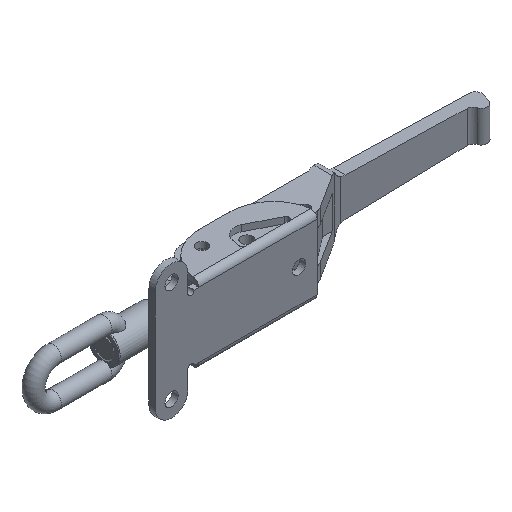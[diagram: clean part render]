
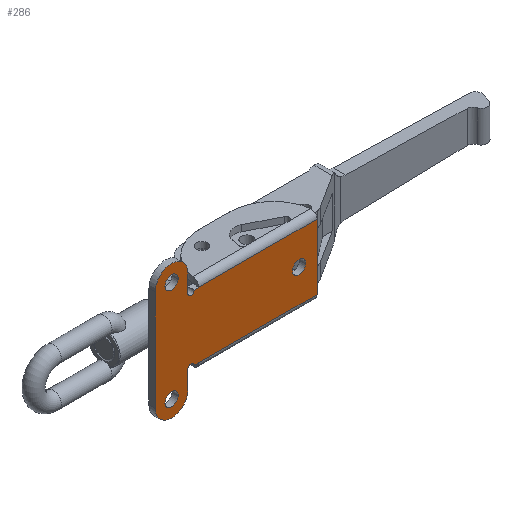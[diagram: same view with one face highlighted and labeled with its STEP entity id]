
A CAD part, isometric view. The second image highlights one B-rep face of the part: STEP entity #286.
In plain terms, the highlighted planar face has unit normal (0, -1, 0).
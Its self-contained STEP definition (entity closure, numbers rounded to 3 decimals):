
#286 = ADVANCED_FACE( '', ( #655, #656, #657, #658 ), #659, .F. );
#655 = FACE_BOUND( '', #1158, .T. );
#656 = FACE_OUTER_BOUND( '', #1159, .T. );
#657 = FACE_BOUND( '', #1160, .T. );
#658 = FACE_BOUND( '', #1161, .T. );
#659 = PLANE( '', #1162 );
#1158 = EDGE_LOOP( '', ( #1786 ) );
#1159 = EDGE_LOOP( '', ( #1787, #1788, #1789, #1790, #1791, #1792, #1793, #1794, #1795, #1796, #1797, #1798 ) );
#1160 = EDGE_LOOP( '', ( #1799 ) );
#1161 = EDGE_LOOP( '', ( #1800 ) );
#1162 = AXIS2_PLACEMENT_3D( '', #1801, #1802, #1803 );
#1786 = ORIENTED_EDGE( '', *, *, #2980, .T. );
#1787 = ORIENTED_EDGE( '', *, *, #3025, .F. );
#1788 = ORIENTED_EDGE( '', *, *, #3026, .F. );
#1789 = ORIENTED_EDGE( '', *, *, #3027, .F. );
#1790 = ORIENTED_EDGE( '', *, *, #3028, .T. );
#1791 = ORIENTED_EDGE( '', *, *, #3029, .F. );
#1792 = ORIENTED_EDGE( '', *, *, #3030, .T. );
#1793 = ORIENTED_EDGE( '', *, *, #3031, .F. );
#1794 = ORIENTED_EDGE( '', *, *, #3032, .F. );
#1795 = ORIENTED_EDGE( '', *, *, #3033, .F. );
#1796 = ORIENTED_EDGE( '', *, *, #2985, .F. );
#1797 = ORIENTED_EDGE( '', *, *, #3034, .F. );
#1798 = ORIENTED_EDGE( '', *, *, #3035, .T. );
#1799 = ORIENTED_EDGE( '', *, *, #3036, .T. );
#1800 = ORIENTED_EDGE( '', *, *, #3037, .T. );
#1801 = CARTESIAN_POINT( '', ( -20., -18., 25. ) );
#1802 = DIRECTION( '', ( 0., 1., 0. ) );
#1803 = DIRECTION( '', ( 0., 0., 1. ) );
#2980 = EDGE_CURVE( '', #3568, #3568, #3569, .T. );
#2985 = EDGE_CURVE( '', #3576, #3577, #3578, .T. );
#3025 = EDGE_CURVE( '', #3645, #3646, #3647, .T. );
#3026 = EDGE_CURVE( '', #3648, #3645, #3649, .T. );
#3027 = EDGE_CURVE( '', #3650, #3648, #3651, .T. );
#3028 = EDGE_CURVE( '', #3650, #3652, #3653, .T. );
#3029 = EDGE_CURVE( '', #3654, #3652, #3655, .T. );
#3030 = EDGE_CURVE( '', #3654, #3656, #3657, .T. );
#3031 = EDGE_CURVE( '', #3658, #3656, #3659, .T. );
#3032 = EDGE_CURVE( '', #3660, #3658, #3661, .T. );
#3033 = EDGE_CURVE( '', #3577, #3660, #3662, .T. );
#3034 = EDGE_CURVE( '', #3663, #3576, #3664, .T. );
#3035 = EDGE_CURVE( '', #3663, #3646, #3665, .T. );
#3036 = EDGE_CURVE( '', #3666, #3666, #3667, .T. );
#3037 = EDGE_CURVE( '', #3668, #3668, #3669, .T. );
#3568 = VERTEX_POINT( '', #4393 );
#3569 = CIRCLE( '', #4394, 4.25 );
#3576 = VERTEX_POINT( '', #4402 );
#3577 = VERTEX_POINT( '', #4403 );
#3578 = CIRCLE( '', #4404, 10.5 );
#3645 = VERTEX_POINT( '', #4553 );
#3646 = VERTEX_POINT( '', #4554 );
#3647 = LINE( '', #4555, #4556 );
#3648 = VERTEX_POINT( '', #4557 );
#3649 = LINE( '', #4558, #4559 );
#3650 = VERTEX_POINT( '', #4560 );
#3651 = LINE( '', #4561, #4562 );
#3652 = VERTEX_POINT( '', #4563 );
#3653 = LINE( '', #4564, #4565 );
#3654 = VERTEX_POINT( '', #4566 );
#3655 = LINE( '', #4567, #4568 );
#3656 = VERTEX_POINT( '', #4569 );
#3657 = CIRCLE( '', #4570, 2. );
#3658 = VERTEX_POINT( '', #4571 );
#3659 = LINE( '', #4572, #4573 );
#3660 = VERTEX_POINT( '', #4574 );
#3661 = CIRCLE( '', #4575, 10.5 );
#3662 = LINE( '', #4576, #4577 );
#3663 = VERTEX_POINT( '', #4578 );
#3664 = LINE( '', #4579, #4580 );
#3665 = CIRCLE( '', #4581, 2. );
#3666 = VERTEX_POINT( '', #4582 );
#3667 = CIRCLE( '', #4583, 4.25 );
#3668 = VERTEX_POINT( '', #4584 );
#3669 = CIRCLE( '', #4585, 4.25 );
#4393 = CARTESIAN_POINT( '', ( 48.75, -18., 0. ) );
#4394 = AXIS2_PLACEMENT_3D( '', #5596, #5597, #5598 );
#4402 = CARTESIAN_POINT( '', ( -27., -18., -32.5 ) );
#4403 = CARTESIAN_POINT( '', ( -48., -18., -32.5 ) );
#4404 = AXIS2_PLACEMENT_3D( '', #5603, #5604, #5605 );
#4553 = CARTESIAN_POINT( '', ( -20., -18., -21. ) );
#4554 = CARTESIAN_POINT( '', ( -23., -18., -21. ) );
#4555 = CARTESIAN_POINT( '', ( -19., -18., -21. ) );
#4556 = VECTOR( '', #5648, 1000. );
#4557 = CARTESIAN_POINT( '', ( 56., -18., -21. ) );
#4558 = CARTESIAN_POINT( '', ( 104., -18., -21. ) );
#4559 = VECTOR( '', #5649, 1000. );
#4560 = CARTESIAN_POINT( '', ( 56., -18., 21. ) );
#4561 = CARTESIAN_POINT( '', ( 56., -18., 25. ) );
#4562 = VECTOR( '', #5650, 1000. );
#4563 = CARTESIAN_POINT( '', ( -20., -18., 21. ) );
#4564 = CARTESIAN_POINT( '', ( 104., -18., 21. ) );
#4565 = VECTOR( '', #5651, 1000. );
#4566 = CARTESIAN_POINT( '', ( -23., -18., 21. ) );
#4567 = CARTESIAN_POINT( '', ( -23., -18., 21. ) );
#4568 = VECTOR( '', #5652, 1000. );
#4569 = CARTESIAN_POINT( '', ( -27., -18., 21. ) );
#4570 = AXIS2_PLACEMENT_3D( '', #5653, #5654, #5655 );
#4571 = CARTESIAN_POINT( '', ( -27., -18., 32.5 ) );
#4572 = CARTESIAN_POINT( '', ( -27., -18., 32.5 ) );
#4573 = VECTOR( '', #5656, 1000. );
#4574 = CARTESIAN_POINT( '', ( -48., -18., 32.5 ) );
#4575 = AXIS2_PLACEMENT_3D( '', #5657, #5658, #5659 );
#4576 = CARTESIAN_POINT( '', ( -48., -18., -32.5 ) );
#4577 = VECTOR( '', #5660, 1000. );
#4578 = CARTESIAN_POINT( '', ( -27., -18., -21. ) );
#4579 = CARTESIAN_POINT( '', ( -27., -18., -21. ) );
#4580 = VECTOR( '', #5661, 1000. );
#4581 = AXIS2_PLACEMENT_3D( '', #5662, #5663, #5664 );
#4582 = CARTESIAN_POINT( '', ( -33.25, -18., 32.5 ) );
#4583 = AXIS2_PLACEMENT_3D( '', #5665, #5666, #5667 );
#4584 = CARTESIAN_POINT( '', ( -33.25, -18., -32.5 ) );
#4585 = AXIS2_PLACEMENT_3D( '', #5668, #5669, #5670 );
#5596 = CARTESIAN_POINT( '', ( 44.5, -18., 0. ) );
#5597 = DIRECTION( '', ( 0., 1., 0. ) );
#5598 = DIRECTION( '', ( 1., 0., 0. ) );
#5603 = CARTESIAN_POINT( '', ( -37.5, -18., -32.5 ) );
#5604 = DIRECTION( '', ( 0., 1., 0. ) );
#5605 = DIRECTION( '', ( 1., 0., 0. ) );
#5648 = DIRECTION( '', ( -1., 0., 0. ) );
#5649 = DIRECTION( '', ( -1., 0., 0. ) );
#5650 = DIRECTION( '', ( 0., 0., -1. ) );
#5651 = DIRECTION( '', ( -1., 0., 0. ) );
#5652 = DIRECTION( '', ( 1., 0., 0. ) );
#5653 = CARTESIAN_POINT( '', ( -25., -18., 21. ) );
#5654 = DIRECTION( '', ( 0., 1., 0. ) );
#5655 = DIRECTION( '', ( 1., 0., 0. ) );
#5656 = DIRECTION( '', ( 0., 0., -1. ) );
#5657 = CARTESIAN_POINT( '', ( -37.5, -18., 32.5 ) );
#5658 = DIRECTION( '', ( 0., 1., 0. ) );
#5659 = DIRECTION( '', ( 1., 0., 0. ) );
#5660 = DIRECTION( '', ( 0., 0., 1. ) );
#5661 = DIRECTION( '', ( 0., 0., -1. ) );
#5662 = CARTESIAN_POINT( '', ( -25., -18., -21. ) );
#5663 = DIRECTION( '', ( 0., 1., 0. ) );
#5664 = DIRECTION( '', ( 1., 0., 0. ) );
#5665 = CARTESIAN_POINT( '', ( -37.5, -18., 32.5 ) );
#5666 = DIRECTION( '', ( 0., 1., 0. ) );
#5667 = DIRECTION( '', ( 1., 0., 0. ) );
#5668 = CARTESIAN_POINT( '', ( -37.5, -18., -32.5 ) );
#5669 = DIRECTION( '', ( 0., 1., 0. ) );
#5670 = DIRECTION( '', ( 1., 0., 0. ) );
